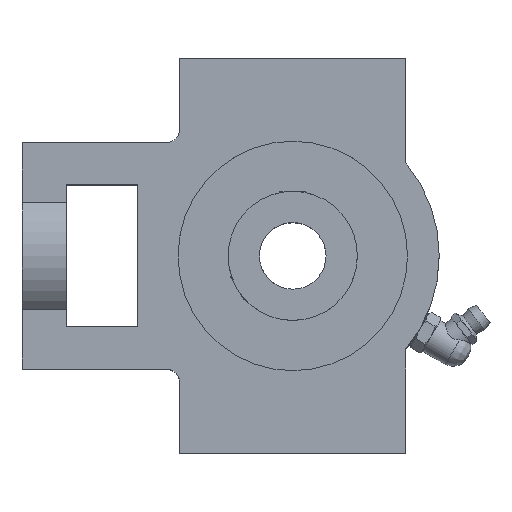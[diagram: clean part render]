
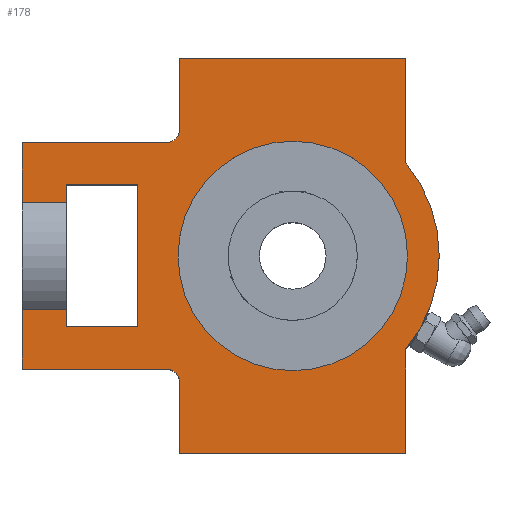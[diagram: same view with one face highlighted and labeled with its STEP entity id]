
A CAD part, top view. The second image highlights one B-rep face of the part: STEP entity #178.
In plain terms, the highlighted planar face has unit normal (0, 0, 1).
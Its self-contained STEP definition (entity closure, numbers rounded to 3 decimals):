
#178 = ADVANCED_FACE( '', ( #457, #458 ), #459, .T. );
#457 = FACE_BOUND( '', #900, .T. );
#458 = FACE_OUTER_BOUND( '', #901, .T. );
#459 = PLANE( '', #902 );
#900 = EDGE_LOOP( '', ( #1318 ) );
#901 = EDGE_LOOP( '', ( #1319, #1320, #1321, #1322, #1323, #1324, #1325, #1326, #1327, #1328, #1329, #1330, #1331, #1332, #1333, #1334, #1335, #1336, #1337, #1338 ) );
#902 = AXIS2_PLACEMENT_3D( '', #1339, #1340, #1341 );
#1318 = ORIENTED_EDGE( '', *, *, #2287, .F. );
#1319 = ORIENTED_EDGE( '', *, *, #2288, .T. );
#1320 = ORIENTED_EDGE( '', *, *, #2289, .T. );
#1321 = ORIENTED_EDGE( '', *, *, #2290, .F. );
#1322 = ORIENTED_EDGE( '', *, *, #2291, .F. );
#1323 = ORIENTED_EDGE( '', *, *, #2292, .F. );
#1324 = ORIENTED_EDGE( '', *, *, #2293, .F. );
#1325 = ORIENTED_EDGE( '', *, *, #2294, .F. );
#1326 = ORIENTED_EDGE( '', *, *, #2295, .T. );
#1327 = ORIENTED_EDGE( '', *, *, #2296, .T. );
#1328 = ORIENTED_EDGE( '', *, *, #2297, .T. );
#1329 = ORIENTED_EDGE( '', *, *, #2298, .F. );
#1330 = ORIENTED_EDGE( '', *, *, #2299, .T. );
#1331 = ORIENTED_EDGE( '', *, *, #2300, .T. );
#1332 = ORIENTED_EDGE( '', *, *, #2301, .T. );
#1333 = ORIENTED_EDGE( '', *, *, #2302, .T. );
#1334 = ORIENTED_EDGE( '', *, *, #2303, .T. );
#1335 = ORIENTED_EDGE( '', *, *, #2304, .T. );
#1336 = ORIENTED_EDGE( '', *, *, #2305, .T. );
#1337 = ORIENTED_EDGE( '', *, *, #2306, .F. );
#1338 = ORIENTED_EDGE( '', *, *, #2307, .T. );
#1339 = CARTESIAN_POINT( '', ( -28.5, -28.5, 10.5 ) );
#1340 = DIRECTION( '', ( 0., 0., 1. ) );
#1341 = DIRECTION( '', ( 1., 0., 0. ) );
#2287 = EDGE_CURVE( '', #2684, #2684, #2685, .T. );
#2288 = EDGE_CURVE( '', #2686, #2687, #2688, .T. );
#2289 = EDGE_CURVE( '', #2687, #2689, #2690, .F. );
#2290 = EDGE_CURVE( '', #2691, #2689, #2692, .T. );
#2291 = EDGE_CURVE( '', #2693, #2691, #2694, .T. );
#2292 = EDGE_CURVE( '', #2695, #2693, #2696, .T. );
#2293 = EDGE_CURVE( '', #2697, #2695, #2698, .T. );
#2294 = EDGE_CURVE( '', #2699, #2697, #2700, .T. );
#2295 = EDGE_CURVE( '', #2699, #2701, #2702, .T. );
#2296 = EDGE_CURVE( '', #2701, #2703, #2704, .T. );
#2297 = EDGE_CURVE( '', #2703, #2705, #2706, .T. );
#2298 = EDGE_CURVE( '', #2707, #2705, #2708, .T. );
#2299 = EDGE_CURVE( '', #2707, #2709, #2710, .T. );
#2300 = EDGE_CURVE( '', #2709, #2711, #2712, .T. );
#2301 = EDGE_CURVE( '', #2711, #2713, #2714, .T. );
#2302 = EDGE_CURVE( '', #2713, #2715, #2716, .T. );
#2303 = EDGE_CURVE( '', #2715, #2717, #2718, .T. );
#2304 = EDGE_CURVE( '', #2717, #2719, #2720, .T. );
#2305 = EDGE_CURVE( '', #2719, #2721, #2722, .T. );
#2306 = EDGE_CURVE( '', #2723, #2721, #2724, .T. );
#2307 = EDGE_CURVE( '', #2723, #2686, #2725, .T. );
#2684 = VERTEX_POINT( '', #3300 );
#2685 = CIRCLE( '', #3301, 25.85 );
#2686 = VERTEX_POINT( '', #3302 );
#2687 = VERTEX_POINT( '', #3303 );
#2688 = LINE( '', #3304, #3305 );
#2689 = VERTEX_POINT( '', #3306 );
#2690 = LINE( '', #3307, #3308 );
#2691 = VERTEX_POINT( '', #3309 );
#2692 = LINE( '', #3310, #3311 );
#2693 = VERTEX_POINT( '', #3312 );
#2694 = LINE( '', #3313, #3314 );
#2695 = VERTEX_POINT( '', #3315 );
#2696 = LINE( '', #3316, #3317 );
#2697 = VERTEX_POINT( '', #3318 );
#2698 = LINE( '', #3319, #3320 );
#2699 = VERTEX_POINT( '', #3321 );
#2700 = LINE( '', #3322, #3323 );
#2701 = VERTEX_POINT( '', #3324 );
#2702 = LINE( '', #3325, #3326 );
#2703 = VERTEX_POINT( '', #3327 );
#2704 = LINE( '', #3328, #3329 );
#2705 = VERTEX_POINT( '', #3330 );
#2706 = LINE( '', #3331, #3332 );
#2707 = VERTEX_POINT( '', #3333 );
#2708 = CIRCLE( '', #3334, 3. );
#2709 = VERTEX_POINT( '', #3335 );
#2710 = LINE( '', #3336, #3337 );
#2711 = VERTEX_POINT( '', #3338 );
#2712 = LINE( '', #3339, #3340 );
#2713 = VERTEX_POINT( '', #3341 );
#2714 = LINE( '', #3342, #3343 );
#2715 = VERTEX_POINT( '', #3344 );
#2716 = CIRCLE( '', #3345, 33. );
#2717 = VERTEX_POINT( '', #3346 );
#2718 = LINE( '', #3347, #3348 );
#2719 = VERTEX_POINT( '', #3349 );
#2720 = LINE( '', #3350, #3351 );
#2721 = VERTEX_POINT( '', #3352 );
#2722 = LINE( '', #3353, #3354 );
#2723 = VERTEX_POINT( '', #3355 );
#2724 = CIRCLE( '', #3356, 3. );
#2725 = LINE( '', #3357, #3358 );
#3300 = CARTESIAN_POINT( '', ( 25.85, 0., 10.5 ) );
#3301 = AXIS2_PLACEMENT_3D( '', #4535, #4536, #4537 );
#3302 = CARTESIAN_POINT( '', ( -61., 25.5, 10.5 ) );
#3303 = CARTESIAN_POINT( '', ( -61., 12.073, 10.5 ) );
#3304 = CARTESIAN_POINT( '', ( -61., 25.5, 10.5 ) );
#3305 = VECTOR( '', #4538, 1000. );
#3306 = CARTESIAN_POINT( '', ( -51., 12.073, 10.5 ) );
#3307 = CARTESIAN_POINT( '', ( -51., 12.073, 10.5 ) );
#3308 = VECTOR( '', #4539, 1000. );
#3309 = CARTESIAN_POINT( '', ( -51., 16., 10.5 ) );
#3310 = CARTESIAN_POINT( '', ( -51., 16., 10.5 ) );
#3311 = VECTOR( '', #4540, 1000. );
#3312 = CARTESIAN_POINT( '', ( -35., 16., 10.5 ) );
#3313 = CARTESIAN_POINT( '', ( -35., 16., 10.5 ) );
#3314 = VECTOR( '', #4541, 1000. );
#3315 = CARTESIAN_POINT( '', ( -35., -16., 10.5 ) );
#3316 = CARTESIAN_POINT( '', ( -35., -16., 10.5 ) );
#3317 = VECTOR( '', #4542, 1000. );
#3318 = CARTESIAN_POINT( '', ( -51., -16., 10.5 ) );
#3319 = CARTESIAN_POINT( '', ( -51., -16., 10.5 ) );
#3320 = VECTOR( '', #4543, 1000. );
#3321 = CARTESIAN_POINT( '', ( -51., -12.073, 10.5 ) );
#3322 = CARTESIAN_POINT( '', ( -51., 16., 10.5 ) );
#3323 = VECTOR( '', #4544, 1000. );
#3324 = CARTESIAN_POINT( '', ( -61., -12.073, 10.5 ) );
#3325 = CARTESIAN_POINT( '', ( -51., -12.073, 10.5 ) );
#3326 = VECTOR( '', #4545, 1000. );
#3327 = CARTESIAN_POINT( '', ( -61., -25.5, 10.5 ) );
#3328 = CARTESIAN_POINT( '', ( -61., 25.5, 10.5 ) );
#3329 = VECTOR( '', #4546, 1000. );
#3330 = CARTESIAN_POINT( '', ( -28.5, -25.5, 10.5 ) );
#3331 = CARTESIAN_POINT( '', ( -61., -25.5, 10.5 ) );
#3332 = VECTOR( '', #4547, 1000. );
#3333 = CARTESIAN_POINT( '', ( -25.5, -28.5, 10.5 ) );
#3334 = AXIS2_PLACEMENT_3D( '', #4548, #4549, #4550 );
#3335 = CARTESIAN_POINT( '', ( -25.5, -44.5, 10.5 ) );
#3336 = CARTESIAN_POINT( '', ( -25.5, -28.5, 10.5 ) );
#3337 = VECTOR( '', #4551, 1000. );
#3338 = CARTESIAN_POINT( '', ( 25.5, -44.5, 10.5 ) );
#3339 = CARTESIAN_POINT( '', ( -25.5, -44.5, 10.5 ) );
#3340 = VECTOR( '', #4552, 1000. );
#3341 = CARTESIAN_POINT( '', ( 25.5, -20.946, 10.5 ) );
#3342 = CARTESIAN_POINT( '', ( 25.5, -44.5, 10.5 ) );
#3343 = VECTOR( '', #4553, 1000. );
#3344 = CARTESIAN_POINT( '', ( 25.5, 20.946, 10.5 ) );
#3345 = AXIS2_PLACEMENT_3D( '', #4554, #4555, #4556 );
#3346 = CARTESIAN_POINT( '', ( 25.5, 44.5, 10.5 ) );
#3347 = CARTESIAN_POINT( '', ( 25.5, 20.946, 10.5 ) );
#3348 = VECTOR( '', #4557, 1000. );
#3349 = CARTESIAN_POINT( '', ( -25.5, 44.5, 10.5 ) );
#3350 = CARTESIAN_POINT( '', ( 25.5, 44.5, 10.5 ) );
#3351 = VECTOR( '', #4558, 1000. );
#3352 = CARTESIAN_POINT( '', ( -25.5, 28.5, 10.5 ) );
#3353 = CARTESIAN_POINT( '', ( -25.5, 44.5, 10.5 ) );
#3354 = VECTOR( '', #4559, 1000. );
#3355 = CARTESIAN_POINT( '', ( -28.5, 25.5, 10.5 ) );
#3356 = AXIS2_PLACEMENT_3D( '', #4560, #4561, #4562 );
#3357 = CARTESIAN_POINT( '', ( -28.5, 25.5, 10.5 ) );
#3358 = VECTOR( '', #4563, 1000. );
#4535 = CARTESIAN_POINT( '', ( 0., 0., 10.5 ) );
#4536 = DIRECTION( '', ( 0., 0., 1. ) );
#4537 = DIRECTION( '', ( 1., 0., 0. ) );
#4538 = DIRECTION( '', ( 0., -1., 0. ) );
#4539 = DIRECTION( '', ( -1., 0., 0. ) );
#4540 = DIRECTION( '', ( 0., -1., 0. ) );
#4541 = DIRECTION( '', ( -1., 0., 0. ) );
#4542 = DIRECTION( '', ( 0., 1., 0. ) );
#4543 = DIRECTION( '', ( 1., 0., 0. ) );
#4544 = DIRECTION( '', ( 0., -1., 0. ) );
#4545 = DIRECTION( '', ( -1., 0., 0. ) );
#4546 = DIRECTION( '', ( 0., -1., 0. ) );
#4547 = DIRECTION( '', ( 1., 0., 0. ) );
#4548 = CARTESIAN_POINT( '', ( -28.5, -28.5, 10.5 ) );
#4549 = DIRECTION( '', ( 0., 0., 1. ) );
#4550 = DIRECTION( '', ( 1., 0., 0. ) );
#4551 = DIRECTION( '', ( 0., -1., 0. ) );
#4552 = DIRECTION( '', ( 1., 0., 0. ) );
#4553 = DIRECTION( '', ( 0., 1., 0. ) );
#4554 = CARTESIAN_POINT( '', ( 0., 0., 10.5 ) );
#4555 = DIRECTION( '', ( 0., 0., 1. ) );
#4556 = DIRECTION( '', ( 1., 0., 0. ) );
#4557 = DIRECTION( '', ( 0., 1., 0. ) );
#4558 = DIRECTION( '', ( -1., 0., 0. ) );
#4559 = DIRECTION( '', ( 0., -1., 0. ) );
#4560 = CARTESIAN_POINT( '', ( -28.5, 28.5, 10.5 ) );
#4561 = DIRECTION( '', ( 0., 0., 1. ) );
#4562 = DIRECTION( '', ( 1., 0., 0. ) );
#4563 = DIRECTION( '', ( -1., 0., 0. ) );
